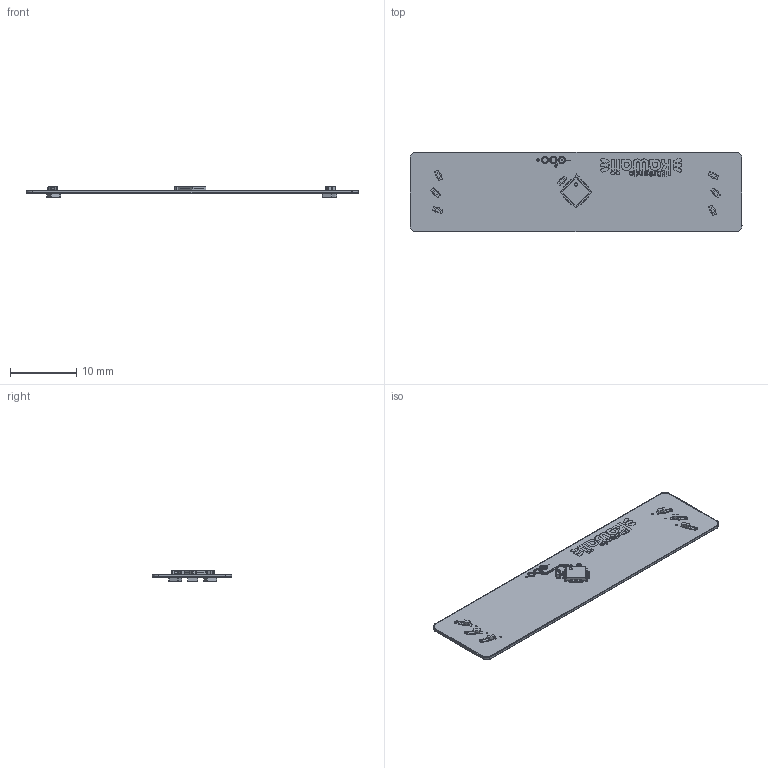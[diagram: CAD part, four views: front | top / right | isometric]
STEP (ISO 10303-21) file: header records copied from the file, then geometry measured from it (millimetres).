
FILE_DESCRIPTION(('KiCad electronic assembly'),'2;1');
FILE_NAME('rgb_led.step','2025-07-08T00:49:48',('Pcbnew'),('Kicad'), 'Open CASCADE STEP processor 7.8','KiCad to STEP converter','Unknown' );
FILE_SCHEMA(('AUTOMOTIVE_DESIGN { 1 0 10303 214 1 1 1 1 }'));
Length unit declared in the file: millimetre
Products named in the file (8): rgb_led 1; C_0402_1005Metric; UQFN-20-1EP_3x3mm_P0.4mm_EP1.85x1.85mm; kicad_embedded_893F824B369B2A560D4BFC5FC6994426; rgb_led_copper; rgb_led_silkscreen; rgb_led_soldermask; rgb_led_PCB
Assembly tree (18 placements, depth 2):
  rgb_led 1
    C_0402_1005Metric  x7
    UQFN-20-1EP_3x3mm_P0.4mm_EP1.85x1.85mm
    kicad_embedded_893F824B369B2A560D4BFC5FC6994426  x6
    rgb_led_copper
    rgb_led_silkscreen
    rgb_led_soldermask
    rgb_led_PCB
Bounding box: 50 x 12 x 1.58 mm (x, y, z)
Volume: 240.2 mm3; surface area: 4893.1 mm2
Topology: 209 solids, 266 shells, 3719 faces, 10666 edges, 7487 vertices
Faces by surface type: plane 2745, cylinder 806, bspline 144, torus 24
Full cylindrical faces by diameter (mm): 0.075 x12, 0.087 x12, 0.09 x12, 0.113 x12, 0.119 x12, 0.204 x16, 0.254 x16, 0.5 x1, 0.75 x3, 1.014 x1
Entity records: 80481 total; most frequent: CARTESIAN_POINT 16731, ORIENTED_EDGE 12459, DIRECTION 12270, EDGE_CURVE 6854, LINE 5514, VECTOR 5514, VERTEX_POINT 4979, AXIS2_PLACEMENT_3D 3378
